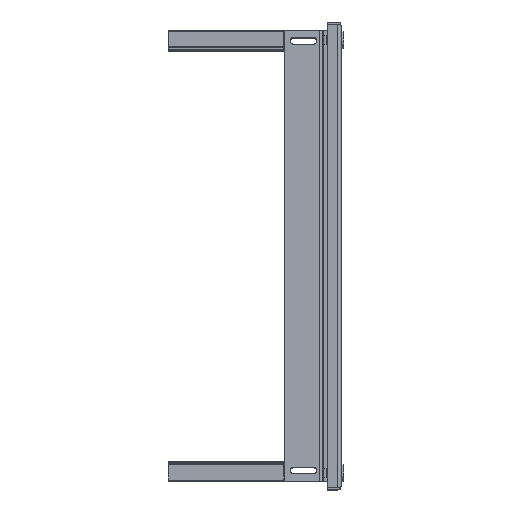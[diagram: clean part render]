
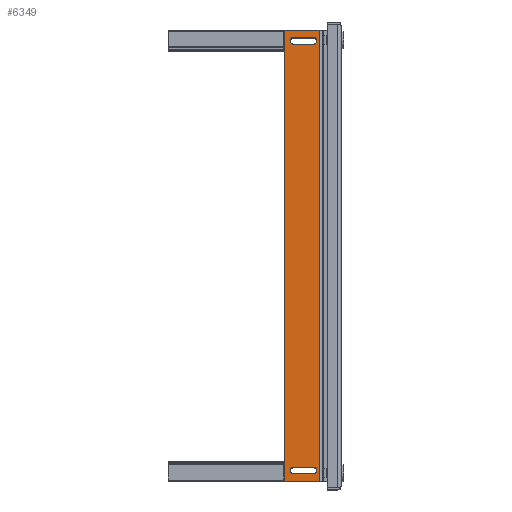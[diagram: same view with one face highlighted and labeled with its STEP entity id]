
A CAD part, top view. The second image highlights one B-rep face of the part: STEP entity #6349.
In plain terms, the highlighted face is planar.
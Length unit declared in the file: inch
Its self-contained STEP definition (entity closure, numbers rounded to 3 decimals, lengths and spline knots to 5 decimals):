
#1219 = CARTESIAN_POINT ( 'NONE',  ( -21.935, 1.281, 10. ) ) ;
#1550 = VECTOR ( 'NONE', #37383, 39.37008 ) ;
#1811 = LINE ( 'NONE', #5050, #31426 ) ;
#1918 = ORIENTED_EDGE ( 'NONE', *, *, #33832, .T. ) ;
#2089 = ORIENTED_EDGE ( 'NONE', *, *, #24538, .T. ) ;
#2305 = ORIENTED_EDGE ( 'NONE', *, *, #9062, .T. ) ;
#3036 = CARTESIAN_POINT ( 'NONE',  ( -21.935, 1.281, 9.844 ) ) ;
#3290 = VERTEX_POINT ( 'NONE', #7608 ) ;
#3641 = CIRCLE ( 'NONE', #32926, 0.156 ) ;
#4590 = DIRECTION ( 'NONE',  ( 0., 0., 1. ) ) ;
#4639 = DIRECTION ( 'NONE',  ( 0., -1., 0. ) ) ;
#5050 = CARTESIAN_POINT ( 'NONE',  ( -21.935, 2.625, -10.5 ) ) ;
#5094 = CIRCLE ( 'NONE', #18688, 0.156 ) ;
#5850 = ORIENTED_EDGE ( 'NONE', *, *, #33620, .T. ) ;
#6042 = VECTOR ( 'NONE', #18414, 39.37008 ) ;
#6111 = VECTOR ( 'NONE', #28484, 39.37008 ) ;
#6349 = ADVANCED_FACE ( 'NONE', ( #16778, #15343, #18679 ), #28936, .T. ) ;
#6430 = AXIS2_PLACEMENT_3D ( 'NONE', #31806, #28525, #13500 ) ;
#6769 = CARTESIAN_POINT ( 'NONE',  ( -21.935, 2.625, 10.156 ) ) ;
#7236 = VECTOR ( 'NONE', #12533, 39.37008 ) ;
#7364 = CARTESIAN_POINT ( 'NONE',  ( -21.935, 2.625, 10.5 ) ) ;
#7608 = CARTESIAN_POINT ( 'NONE',  ( -21.935, 2.219, 10.156 ) ) ;
#7671 = VERTEX_POINT ( 'NONE', #3036 ) ;
#7814 = CARTESIAN_POINT ( 'NONE',  ( -21.935, 0.983, -10.5 ) ) ;
#8163 = EDGE_CURVE ( 'NONE', #20596, #36618, #28470, .T. ) ;
#8738 = ORIENTED_EDGE ( 'NONE', *, *, #14642, .T. ) ;
#9062 = EDGE_CURVE ( 'NONE', #23745, #19314, #39091, .T. ) ;
#10120 = CARTESIAN_POINT ( 'NONE',  ( -21.935, 1.281, -10. ) ) ;
#10700 = VERTEX_POINT ( 'NONE', #26918 ) ;
#11323 = DIRECTION ( 'NONE',  ( 0., 0., -1. ) ) ;
#11445 = LINE ( 'NONE', #11870, #6042 ) ;
#11870 = CARTESIAN_POINT ( 'NONE',  ( -21.935, 2.625, -9.844 ) ) ;
#12235 = ORIENTED_EDGE ( 'NONE', *, *, #22112, .T. ) ;
#12533 = DIRECTION ( 'NONE',  ( 0., 1., 0. ) ) ;
#12658 = CARTESIAN_POINT ( 'NONE',  ( -21.935, 2.219, 10. ) ) ;
#12670 = ORIENTED_EDGE ( 'NONE', *, *, #8163, .T. ) ;
#13220 = ORIENTED_EDGE ( 'NONE', *, *, #35004, .T. ) ;
#13434 = DIRECTION ( 'NONE',  ( 1., 0., 0. ) ) ;
#13500 = DIRECTION ( 'NONE',  ( 0., 0., -1. ) ) ;
#13784 = ORIENTED_EDGE ( 'NONE', *, *, #15207, .T. ) ;
#14377 = AXIS2_PLACEMENT_3D ( 'NONE', #10120, #22562, #31564 ) ;
#14642 = EDGE_CURVE ( 'NONE', #7671, #17658, #19349, .T. ) ;
#15059 = VERTEX_POINT ( 'NONE', #7364 ) ;
#15167 = VECTOR ( 'NONE', #33916, 39.37008 ) ;
#15207 = EDGE_CURVE ( 'NONE', #15059, #18495, #1811, .T. ) ;
#15343 = FACE_BOUND ( 'NONE', #22463, .T. ) ;
#15522 = CARTESIAN_POINT ( 'NONE',  ( -21.935, 2.625, -10.156 ) ) ;
#15698 = CARTESIAN_POINT ( 'NONE',  ( -21.935, 2.219, -10. ) ) ;
#15778 = LINE ( 'NONE', #23177, #23558 ) ;
#16778 = FACE_OUTER_BOUND ( 'NONE', #37884, .T. ) ;
#17658 = VERTEX_POINT ( 'NONE', #31232 ) ;
#18414 = DIRECTION ( 'NONE',  ( 0., -1., 0. ) ) ;
#18420 = CARTESIAN_POINT ( 'NONE',  ( -21.935, 2.625, 9.844 ) ) ;
#18495 = VERTEX_POINT ( 'NONE', #33113 ) ;
#18651 = CARTESIAN_POINT ( 'NONE',  ( -21.935, 2.625, 10.5 ) ) ;
#18679 = FACE_BOUND ( 'NONE', #31051, .T. ) ;
#18688 = AXIS2_PLACEMENT_3D ( 'NONE', #12658, #37484, #37872 ) ;
#19314 = VERTEX_POINT ( 'NONE', #24929 ) ;
#19349 = LINE ( 'NONE', #18420, #7236 ) ;
#20498 = CARTESIAN_POINT ( 'NONE',  ( -21.935, 0.983, -10.5 ) ) ;
#20596 = VERTEX_POINT ( 'NONE', #25608 ) ;
#20654 = LINE ( 'NONE', #6769, #6111 ) ;
#21761 = DIRECTION ( 'NONE',  ( 0., 0., 1. ) ) ;
#22112 = EDGE_CURVE ( 'NONE', #37338, #20596, #11445, .T. ) ;
#22158 = EDGE_CURVE ( 'NONE', #17658, #3290, #5094, .T. ) ;
#22463 = EDGE_LOOP ( 'NONE', ( #2089, #12235, #12670, #26525 ) ) ;
#22562 = DIRECTION ( 'NONE',  ( 1., 0., 0. ) ) ;
#22883 = DIRECTION ( 'NONE',  ( 0., 0., 1. ) ) ;
#23177 = CARTESIAN_POINT ( 'NONE',  ( -21.935, 2.625, -10.5 ) ) ;
#23558 = VECTOR ( 'NONE', #4639, 39.37008 ) ;
#23745 = VERTEX_POINT ( 'NONE', #20498 ) ;
#24538 = EDGE_CURVE ( 'NONE', #10700, #37338, #3641, .T. ) ;
#24929 = CARTESIAN_POINT ( 'NONE',  ( -21.935, 0.983, 10.5 ) ) ;
#24947 = ORIENTED_EDGE ( 'NONE', *, *, #22158, .T. ) ;
#25157 = ORIENTED_EDGE ( 'NONE', *, *, #39367, .T. ) ;
#25466 = VECTOR ( 'NONE', #4590, 39.37008 ) ;
#25608 = CARTESIAN_POINT ( 'NONE',  ( -21.935, 1.281, -9.844 ) ) ;
#26525 = ORIENTED_EDGE ( 'NONE', *, *, #37981, .T. ) ;
#26918 = CARTESIAN_POINT ( 'NONE',  ( -21.935, 2.219, -10.156 ) ) ;
#27631 = CARTESIAN_POINT ( 'NONE',  ( -21.935, 2.219, -9.844 ) ) ;
#28470 = CIRCLE ( 'NONE', #14377, 0.156 ) ;
#28484 = DIRECTION ( 'NONE',  ( 0., -1., 0. ) ) ;
#28525 = DIRECTION ( 'NONE',  ( -1., 0., 0. ) ) ;
#28718 = CIRCLE ( 'NONE', #34600, 0.156 ) ;
#28936 = PLANE ( 'NONE',  #6430 ) ;
#29224 = LINE ( 'NONE', #15522, #1550 ) ;
#31051 = EDGE_LOOP ( 'NONE', ( #25157, #1918, #8738, #24947 ) ) ;
#31232 = CARTESIAN_POINT ( 'NONE',  ( -21.935, 2.219, 9.844 ) ) ;
#31426 = VECTOR ( 'NONE', #11323, 39.37008 ) ;
#31430 = VERTEX_POINT ( 'NONE', #38880 ) ;
#31564 = DIRECTION ( 'NONE',  ( 0., 0., 1. ) ) ;
#31806 = CARTESIAN_POINT ( 'NONE',  ( -21.935, 2.625, -10.5 ) ) ;
#32926 = AXIS2_PLACEMENT_3D ( 'NONE', #15698, #37449, #21761 ) ;
#33113 = CARTESIAN_POINT ( 'NONE',  ( -21.935, 2.625, -10.5 ) ) ;
#33620 = EDGE_CURVE ( 'NONE', #19314, #15059, #39899, .T. ) ;
#33832 = EDGE_CURVE ( 'NONE', #31430, #7671, #28718, .T. ) ;
#33916 = DIRECTION ( 'NONE',  ( 0., 1., 0. ) ) ;
#34600 = AXIS2_PLACEMENT_3D ( 'NONE', #1219, #13434, #22883 ) ;
#35004 = EDGE_CURVE ( 'NONE', #18495, #23745, #15778, .T. ) ;
#36028 = CARTESIAN_POINT ( 'NONE',  ( -21.935, 1.281, -10.156 ) ) ;
#36618 = VERTEX_POINT ( 'NONE', #36028 ) ;
#37338 = VERTEX_POINT ( 'NONE', #27631 ) ;
#37383 = DIRECTION ( 'NONE',  ( 0., 1., 0. ) ) ;
#37449 = DIRECTION ( 'NONE',  ( 1., 0., 0. ) ) ;
#37484 = DIRECTION ( 'NONE',  ( 1., 0., 0. ) ) ;
#37872 = DIRECTION ( 'NONE',  ( 0., 0., 1. ) ) ;
#37884 = EDGE_LOOP ( 'NONE', ( #13220, #2305, #5850, #13784 ) ) ;
#37981 = EDGE_CURVE ( 'NONE', #36618, #10700, #29224, .T. ) ;
#38880 = CARTESIAN_POINT ( 'NONE',  ( -21.935, 1.281, 10.156 ) ) ;
#39091 = LINE ( 'NONE', #7814, #25466 ) ;
#39367 = EDGE_CURVE ( 'NONE', #3290, #31430, #20654, .T. ) ;
#39899 = LINE ( 'NONE', #18651, #15167 ) ;
